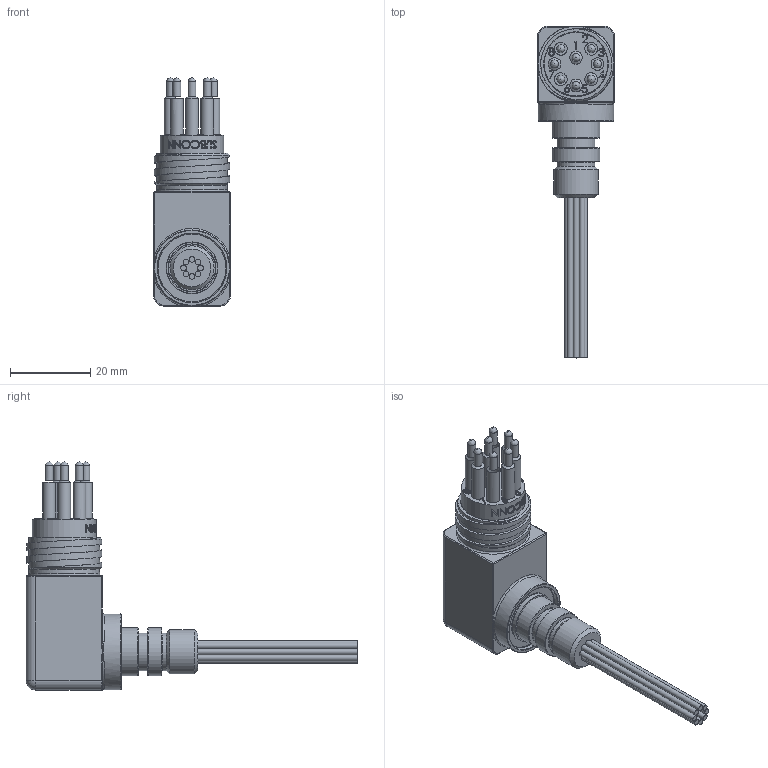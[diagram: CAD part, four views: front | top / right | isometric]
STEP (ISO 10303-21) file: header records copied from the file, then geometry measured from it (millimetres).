
FILE_DESCRIPTION(/* description */ (''),/* implementation_level */ '2;1');
FILE_NAME(/* name */ 'MCBHRA8MAS 2 O-ring.stp',/* time_stamp */ '2022-07-13T08:46:30+02:00',/* author */ ('sh'),/* organization */ (''),/* preprocessor_version */ 'ST-DEVELOPER v17',/* originating_system */ 'Autodesk Inventor 2019',/* authorisation */ '');
FILE_SCHEMA (('AUTOMOTIVE_DESIGN { 1 0 10303 214 3 1 1 }'));
Length unit declared in the file: millimetre
Products named in the file (1): MCBHRA8MAS 2 O-ring
Bounding box: 19.05 x 82.85 x 56.95 mm (x, y, z)
Volume: 17871.9 mm3; surface area: 7290.8 mm2
Topology: 1 solids, 2 shells, 357 faces, 940 edges, 629 vertices
Faces by surface type: bspline 132, plane 122, cylinder 66, torus 19, cone 14, sphere 4
Full cylindrical faces by diameter (mm): 1.448 x8, 1.986 x8, 3.175 x8, 7.239 x1, 9.398 x2, 11.024 x1, 11.938 x2, 12.7 x1, 15.875 x1, 17.145 x1, 17.628 x2, 18.847 x2, 18.923 x1
Entity records: 22640 total; most frequent: CARTESIAN_POINT 13956, ORIENTED_EDGE 1872, DIRECTION 1431, EDGE_CURVE 936, VERTEX_POINT 629, AXIS2_PLACEMENT_3D 522, EDGE_LOOP 405, LINE 387
